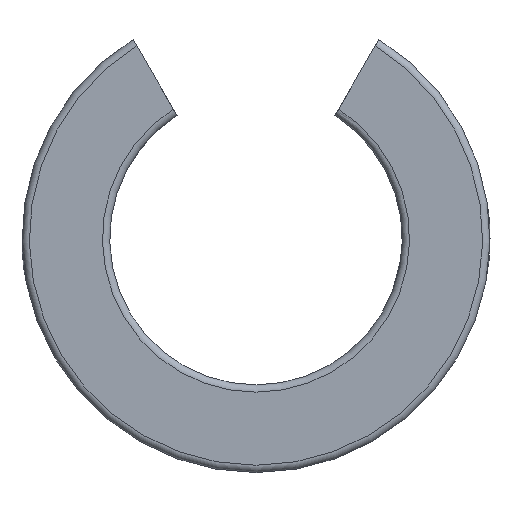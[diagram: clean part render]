
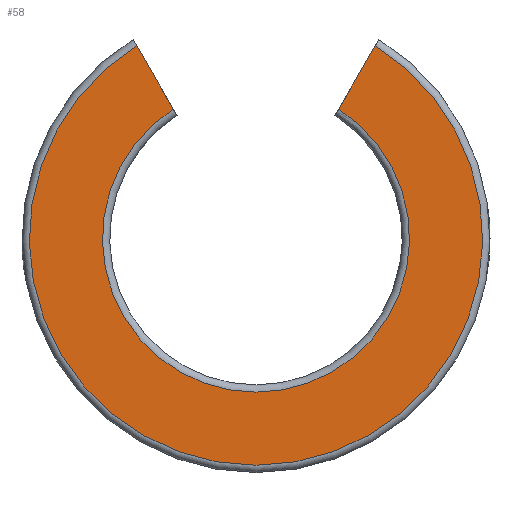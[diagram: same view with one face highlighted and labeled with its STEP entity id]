
A CAD part, left-side view. The second image highlights one B-rep face of the part: STEP entity #58.
In plain terms, the highlighted planar face has unit normal (-1, 0, 0).
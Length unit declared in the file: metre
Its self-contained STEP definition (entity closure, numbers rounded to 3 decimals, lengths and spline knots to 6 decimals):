
#58 = ADVANCED_FACE( '', ( #138 ), #139, .T. );
#138 = FACE_OUTER_BOUND( '', #235, .T. );
#139 = PLANE( '', #236 );
#235 = EDGE_LOOP( '', ( #341, #342, #343, #344 ) );
#236 = AXIS2_PLACEMENT_3D( '', #345, #346, #347 );
#341 = ORIENTED_EDGE( '', *, *, #596, .T. );
#342 = ORIENTED_EDGE( '', *, *, #597, .T. );
#343 = ORIENTED_EDGE( '', *, *, #584, .T. );
#344 = ORIENTED_EDGE( '', *, *, #598, .T. );
#345 = CARTESIAN_POINT( '', ( -0.0225, 0., 0. ) );
#346 = DIRECTION( '', ( -1., 0., 0. ) );
#347 = DIRECTION( '', ( 0., -1., 0. ) );
#584 = EDGE_CURVE( '', #694, #695, #696, .T. );
#596 = EDGE_CURVE( '', #716, #717, #718, .F. );
#597 = EDGE_CURVE( '', #717, #694, #719, .T. );
#598 = EDGE_CURVE( '', #695, #716, #720, .T. );
#694 = VERTEX_POINT( '', #936 );
#695 = VERTEX_POINT( '', #937 );
#696 = CIRCLE( '', #938, 0.0155 );
#716 = VERTEX_POINT( '', #1052 );
#717 = VERTEX_POINT( '', #1053 );
#718 = CIRCLE( '', #1054, 0.0105 );
#719 = LINE( '', #1055, #1056 );
#720 = LINE( '', #1057, #1058 );
#936 = CARTESIAN_POINT( '', ( -0.0225, 0.008152, 0.013183 ) );
#937 = CARTESIAN_POINT( '', ( -0.0225, -0.008152, 0.013183 ) );
#938 = AXIS2_PLACEMENT_3D( '', #1246, #1247, #1248 );
#1052 = CARTESIAN_POINT( '', ( -0.0225, -0.00565, 0.00885 ) );
#1053 = CARTESIAN_POINT( '', ( -0.0225, 0.00565, 0.00885 ) );
#1054 = AXIS2_PLACEMENT_3D( '', #1260, #1261, #1262 );
#1055 = CARTESIAN_POINT( '', ( -0.0225, 0.000405, -0.000234 ) );
#1056 = VECTOR( '', #1263, 1. );
#1057 = CARTESIAN_POINT( '', ( -0.0225, -0.000405, -0.000234 ) );
#1058 = VECTOR( '', #1264, 1. );
#1246 = CARTESIAN_POINT( '', ( -0.0225, 0., 0. ) );
#1247 = DIRECTION( '', ( -1., 0., 0. ) );
#1248 = DIRECTION( '', ( 0., -1., 0. ) );
#1260 = CARTESIAN_POINT( '', ( -0.0225, 0., 0. ) );
#1261 = DIRECTION( '', ( -1., 0., 0. ) );
#1262 = DIRECTION( '', ( 0., -1., 0. ) );
#1263 = DIRECTION( '', ( 0., 0.5, 0.866 ) );
#1264 = DIRECTION( '', ( 0., 0.5, -0.866 ) );
